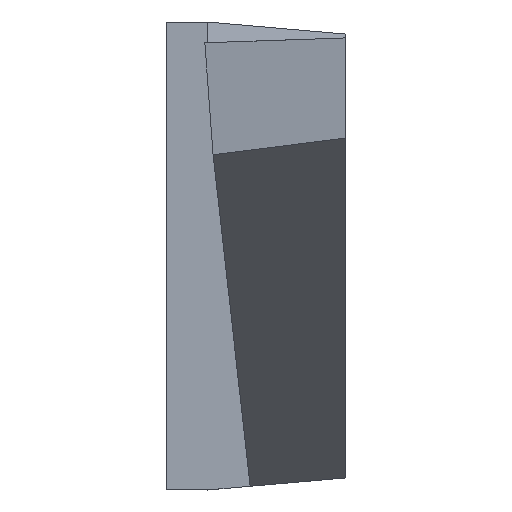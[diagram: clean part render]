
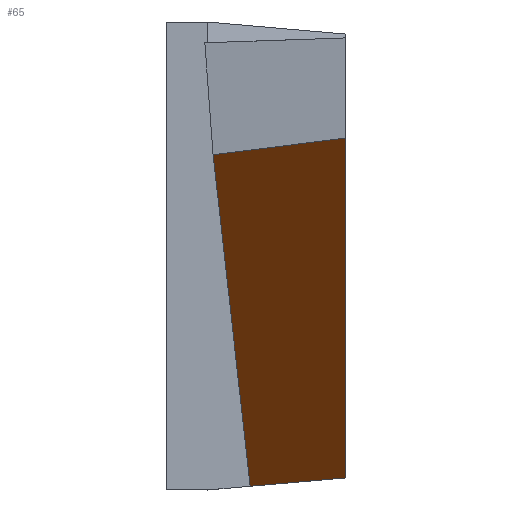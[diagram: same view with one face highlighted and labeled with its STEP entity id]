
A CAD part, front view. The second image highlights one B-rep face of the part: STEP entity #65.
In plain terms, the highlighted planar face has unit normal (0.087, -0.64, -0.763).
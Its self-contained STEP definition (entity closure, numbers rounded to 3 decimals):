
#65=ADVANCED_FACE('',(#108),#90,.F.);
#90=PLANE('',#517);
#108=FACE_OUTER_BOUND('',#126,.T.);
#126=EDGE_LOOP('',(#179,#180,#181,#182));
#179=ORIENTED_EDGE('',*,*,#323,.T.);
#180=ORIENTED_EDGE('',*,*,#341,.F.);
#181=ORIENTED_EDGE('',*,*,#342,.F.);
#182=ORIENTED_EDGE('',*,*,#343,.T.);
#281=VERTEX_POINT('',#695);
#282=VERTEX_POINT('',#697);
#299=VERTEX_POINT('',#735);
#300=VERTEX_POINT('',#737);
#323=EDGE_CURVE('',#282,#281,#382,.T.);
#341=EDGE_CURVE('',#299,#281,#399,.T.);
#342=EDGE_CURVE('',#300,#299,#400,.T.);
#343=EDGE_CURVE('',#300,#282,#401,.T.);
#382=LINE('',#696,#432);
#399=LINE('',#734,#449);
#400=LINE('',#736,#450);
#401=LINE('',#738,#451);
#432=VECTOR('',#556,1.);
#449=VECTOR('',#581,1.);
#450=VECTOR('',#582,1.);
#451=VECTOR('',#583,1.);
#517=AXIS2_PLACEMENT_3D('',#739,#584,#585);
#556=DIRECTION('',(0.071,0.768,-0.636));
#581=DIRECTION('',(-0.996,-0.032,-0.087));
#582=DIRECTION('',(0.,0.766,-0.643));
#583=DIRECTION('',(-0.992,0.013,-0.124));
#584=DIRECTION('',(-0.087,0.64,0.763));
#585=DIRECTION('',(0.,-0.766,0.643));
#695=CARTESIAN_POINT('',(1.487,-5.168,-4.098));
#696=CARTESIAN_POINT('',(1.134,-8.977,-0.943));
#697=CARTESIAN_POINT('',(0.826,-12.292,1.804));
#734=CARTESIAN_POINT('',(3.902,-5.091,-3.887));
#735=CARTESIAN_POINT('',(3.18,-5.114,-3.95));
#736=CARTESIAN_POINT('',(3.18,5.614,-12.952));
#737=CARTESIAN_POINT('',(3.18,-12.323,2.099));
#738=CARTESIAN_POINT('',(2.054,-12.308,1.958));
#739=CARTESIAN_POINT('',(3.33,-1.36,-7.083));
